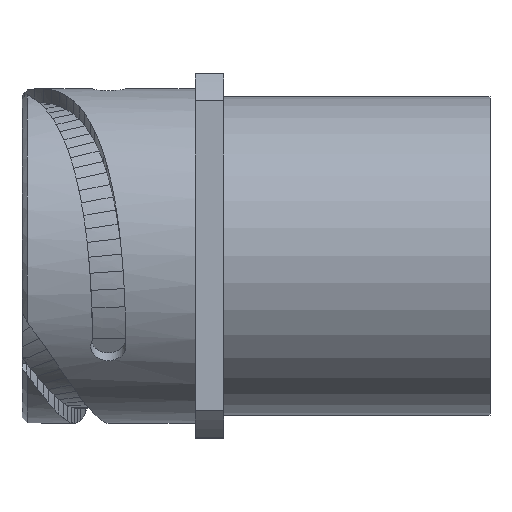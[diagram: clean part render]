
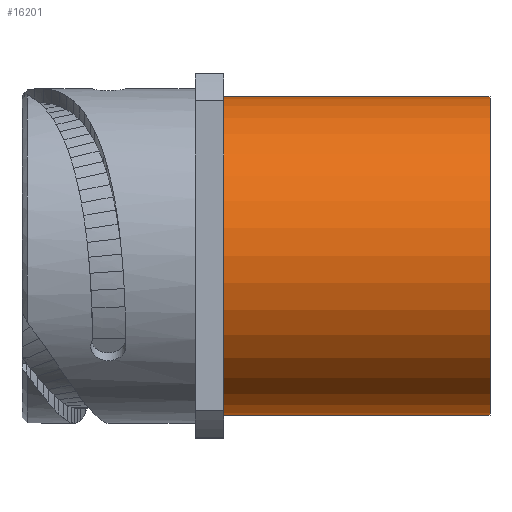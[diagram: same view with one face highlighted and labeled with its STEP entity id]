
A CAD part, top view. The second image highlights one B-rep face of the part: STEP entity #16201.
In plain terms, the highlighted cylindrical face has radius 22.2 mm (diameter 44.4 mm), a partial arc.
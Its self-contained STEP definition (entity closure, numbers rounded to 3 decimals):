
#3124=CARTESIAN_POINT('',(28.15,0.,0.));
#3125=DIRECTION('',(1.,0.,0.));
#3126=DIRECTION('',(0.,1.,0.));
#3127=AXIS2_PLACEMENT_3D('',#3124,#3125,#3126);
#3306=CARTESIAN_POINT('',(65.3,0.,0.));
#3307=DIRECTION('',(1.,0.,0.));
#3308=DIRECTION('',(0.,1.,0.));
#3309=AXIS2_PLACEMENT_3D('',#3306,#3307,#3308);
#3311=DIRECTION('',(-1.,0.,0.));
#3312=VECTOR('',#3311,37.15);
#3313=CARTESIAN_POINT('',(65.3,22.2,0.));
#3314=LINE('634',#3313,#3312);
#3315=DIRECTION('',(-1.,0.,0.));
#3316=VECTOR('',#3315,37.15);
#3317=CARTESIAN_POINT('',(65.3,-22.2,0.));
#3318=LINE('635',#3317,#3316);
#7194=CARTESIAN_POINT('',(65.3,22.2,0.));
#7195=CARTESIAN_POINT('',(28.15,22.2,0.));
#7196=VERTEX_POINT('',#7194);
#7197=VERTEX_POINT('',#7195);
#7198=CARTESIAN_POINT('',(65.3,-22.2,0.));
#7199=CARTESIAN_POINT('',(28.15,-22.2,0.));
#7200=VERTEX_POINT('',#7198);
#7201=VERTEX_POINT('',#7199);
#16187=CARTESIAN_POINT('',(-3.265,0.,0.));
#16188=DIRECTION('',(1.,0.,0.));
#16189=DIRECTION('',(0.,-1.,0.));
#16190=AXIS2_PLACEMENT_3D('',#16187,#16188,#16189);
#16191=CYLINDRICAL_SURFACE('247',#16190,22.2);
#16193=ORIENTED_EDGE('634',*,*,#16192,.F.);
#16195=ORIENTED_EDGE('636',*,*,#16194,.T.);
#16197=ORIENTED_EDGE('635',*,*,#16196,.T.);
#16198=ORIENTED_EDGE('1214',*,*,#16010,.F.);
#16199=EDGE_LOOP('247',(#16193,#16195,#16197,#16198));
#16200=FACE_OUTER_BOUND('247',#16199,.F.);
#3128=CIRCLE('1214',#3127,22.2);
#3310=CIRCLE('636',#3309,22.2);
#16010=EDGE_CURVE('1214',#7197,#7201,#3128,.T.);
#16192=EDGE_CURVE('634',#7196,#7197,#3314,.T.);
#16194=EDGE_CURVE('636',#7196,#7200,#3310,.T.);
#16196=EDGE_CURVE('635',#7200,#7201,#3318,.T.);
#16201=ADVANCED_FACE('247',(#16200),#16191,.T.);
